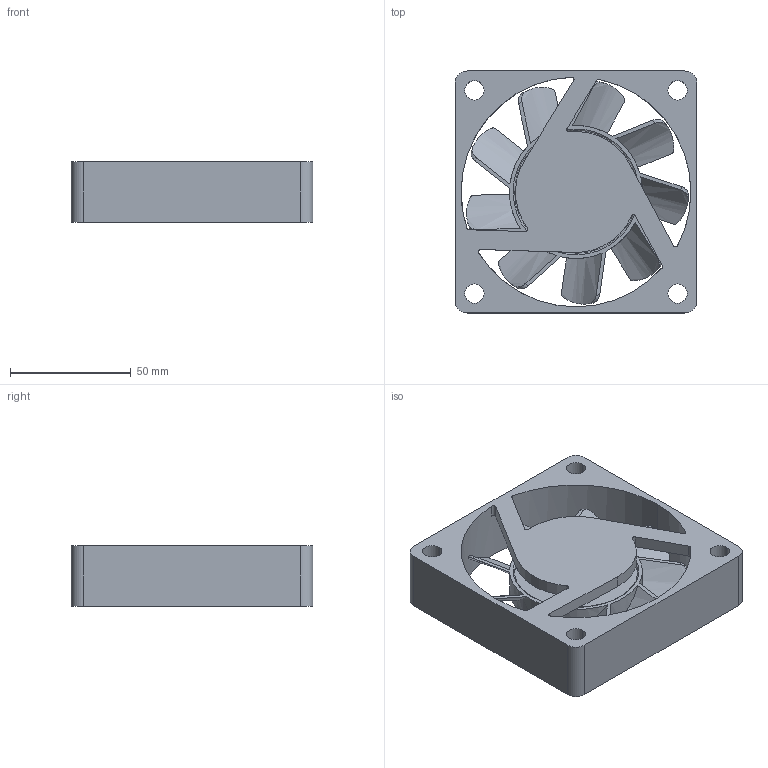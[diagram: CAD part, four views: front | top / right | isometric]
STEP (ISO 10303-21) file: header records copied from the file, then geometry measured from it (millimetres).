
FILE_DESCRIPTION (( 'STEP AP214' ), '1' );
FILE_NAME ('Fan Cooler Assembly.STEP', '2023-06-08T09:48:12', ( '' ), ( '' ), 'SwSTEP 2.0', 'SolidWorks 2023', '' );
FILE_SCHEMA (( 'AUTOMOTIVE_DESIGN' ));
Length unit declared in the file: millimetre
Products named in the file (3): Fan Cooler Assembly; Case; Fan
Assembly tree (2 placements, depth 2):
  Fan Cooler Assembly
    Case
    Fan
Bounding box: 100 x 100 x 25 mm (x, y, z)
Volume: 102782 mm3; surface area: 45049.6 mm2
Topology: 2 solids, 2 shells, 105 faces, 304 edges, 202 vertices
Faces by surface type: cylinder 51, bspline 27, plane 16, torus 11
Entity records: 4935 total; most frequent: CARTESIAN_POINT 2217, ORIENTED_EDGE 608, DIRECTION 488, EDGE_CURVE 304, VERTEX_POINT 202, AXIS2_PLACEMENT_3D 193, EDGE_LOOP 118, CIRCLE 110
